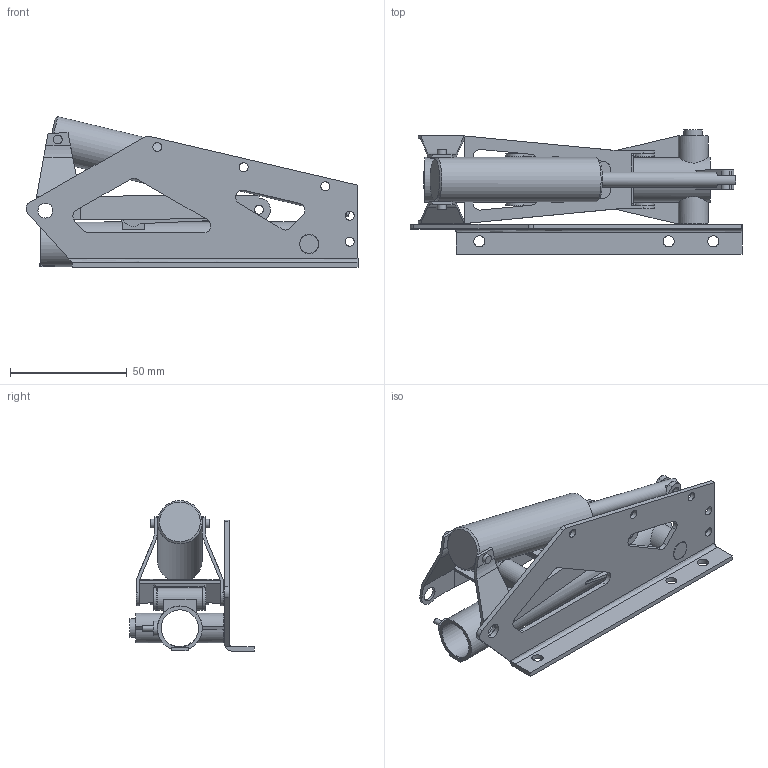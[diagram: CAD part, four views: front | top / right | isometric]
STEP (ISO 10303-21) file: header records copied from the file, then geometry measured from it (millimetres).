
FILE_DESCRIPTION(/* description */ (''),/* implementation_level */ '2;1');
FILE_NAME(/* name */ '150HD9-Extrakt.stp',/* time_stamp */ '2014-01-16T23:23:49+01:00',/* author */ ('Walter'),/* organization */ (''),/* preprocessor_version */ 'ST-DEVELOPER v15.2',/* originating_system */ 'Autodesk Inventor 2014',/* authorisation */ '');
FILE_SCHEMA (('AUTOMOTIVE_DESIGN { 1 0 10303 214 3 1 1 }'));
Length unit declared in the file: millimetre
Products named in the file (7): 28; 29; 31; 25; 36; 35; 150HD9-Extrakt
Bounding box: 141.96 x 53.1 x 64.45 mm (x, y, z)
Volume: 41319.1 mm3; surface area: 48254 mm2
Topology: 6 solids, 7 shells, 208 faces, 556 edges, 365 vertices
Faces by surface type: plane 128, cylinder 72, bspline 6, cone 2
Full cylindrical faces by diameter (mm): 2.292 x1, 3.8 x1, 3.81 x15, 3.87 x2, 4.763 x3, 6.35 x1, 6.366 x2, 6.369 x1, 6.4 x1, 7.893 x2, 8.255 x1, 9.55 x1, 16 x1, 19.05 x1, 19.15 x1
Entity records: 6902 total; most frequent: CARTESIAN_POINT 1469, DIRECTION 1082, ORIENTED_EDGE 1014, EDGE_CURVE 507, AXIS2_PLACEMENT_3D 376, VERTEX_POINT 355, LINE 330, VECTOR 330
